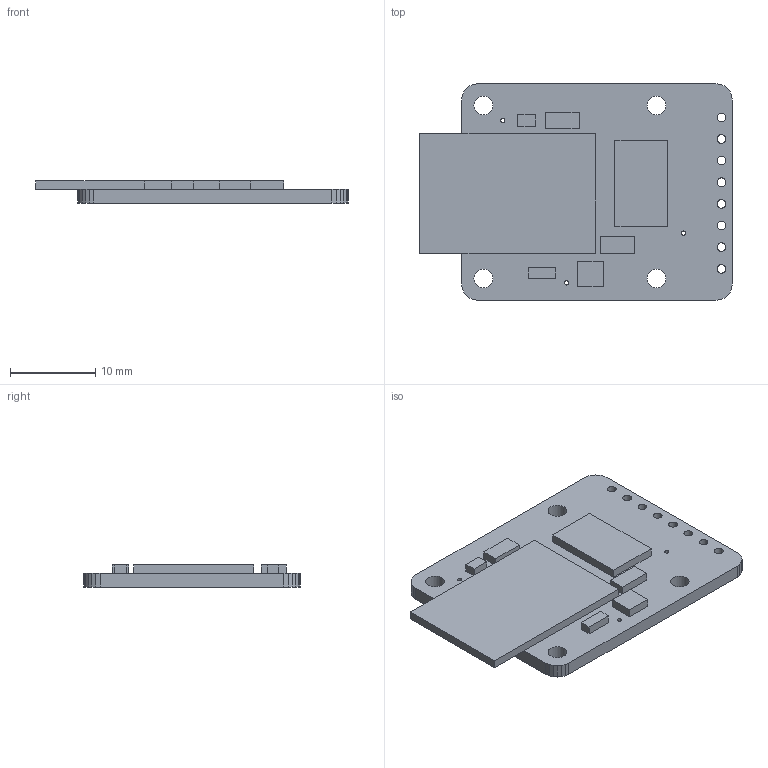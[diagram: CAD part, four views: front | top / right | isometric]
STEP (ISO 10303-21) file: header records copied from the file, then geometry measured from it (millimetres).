
FILE_DESCRIPTION(/* description */ (''),/* implementation_level */ '2;1');
FILE_NAME(/* name */ 'Ada microsd v2.step',/* time_stamp */ '2023-05-22T10:31:46-04:00',/* author */ (''),/* organization */ (''),/* preprocessor_version */ 'ST-DEVELOPER v19.2',/* originating_system */ 'Autodesk Translation Framework v12.4.0.73',/* authorisation */ '');
FILE_SCHEMA (('AUTOMOTIVE_DESIGN { 1 0 10303 214 3 1 1 }'));
Length unit declared in the file: inch
Products named in the file (1): Ada microsd
Bounding box: 36.67 x 25.4 x 2.6 mm (x, y, z)
Volume: 1631.7 mm3; surface area: 2769.6 mm2
Topology: 8 solids, 8 shells, 94 faces, 234 edges, 156 vertices
Faces by surface type: plane 72, cylinder 22
Full cylindrical faces by diameter (mm): 0.5 x10, 1.02 x8, 2.2 x4
Entity records: 2912 total; most frequent: CARTESIAN_POINT 485, ORIENTED_EDGE 468, DIRECTION 468, EDGE_CURVE 234, LINE 190, VECTOR 190, VERTEX_POINT 156, AXIS2_PLACEMENT_3D 139
